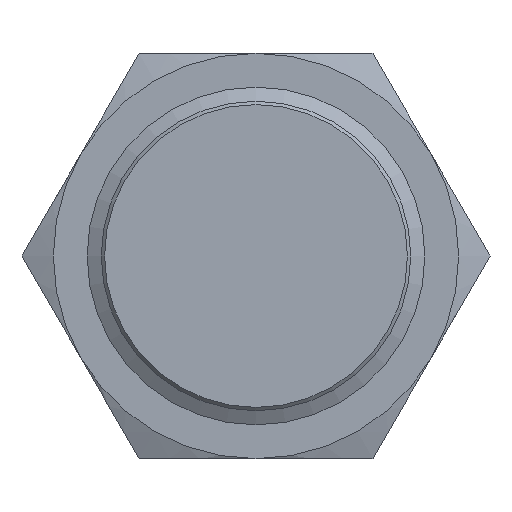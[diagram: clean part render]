
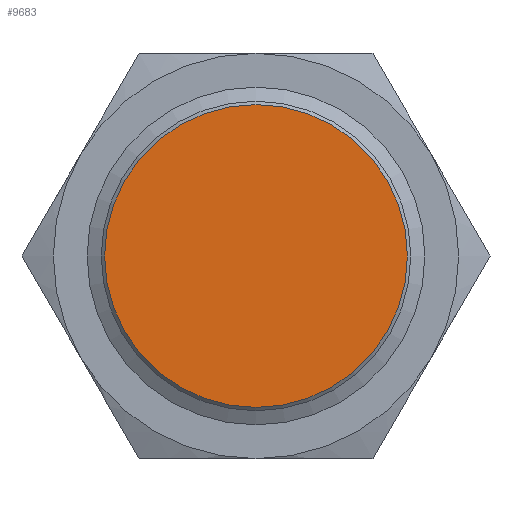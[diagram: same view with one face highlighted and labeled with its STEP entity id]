
A CAD part, left-side view. The second image highlights one B-rep face of the part: STEP entity #9683.
In plain terms, the highlighted planar face has unit normal (-1, 0, 0).
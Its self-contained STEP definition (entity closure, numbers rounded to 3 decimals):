
#9611 = CONICAL_SURFACE('',#9612,13.45,0.785);
#9612 = AXIS2_PLACEMENT_3D('',#9613,#9614,#9615);
#9613 = CARTESIAN_POINT('',(0.,0.,0.));
#9614 = DIRECTION('',(1.,-0.,-0.));
#9615 = DIRECTION('',(-0.,0.,-1.));
#9683 = ADVANCED_FACE('',(#9684),#9697,.F.);
#9684 = FACE_BOUND('',#9685,.T.);
#9685 = EDGE_LOOP('',(#9686));
#9686 = ORIENTED_EDGE('',*,*,#9687,.F.);
#9687 = EDGE_CURVE('',#9688,#9688,#9690,.T.);
#9688 = VERTEX_POINT('',#9689);
#9689 = CARTESIAN_POINT('',(0.,0.,-13.45));
#9690 = SURFACE_CURVE('',#9691,(#9696,#9708),.PCURVE_S1.);
#9691 = CIRCLE('',#9692,13.45);
#9692 = AXIS2_PLACEMENT_3D('',#9693,#9694,#9695);
#9693 = CARTESIAN_POINT('',(0.,0.,0.));
#9694 = DIRECTION('',(1.,0.,-0.));
#9695 = DIRECTION('',(-0.,0.,-1.));
#9696 = PCURVE('',#9697,#9702);
#9697 = PLANE('',#9698);
#9698 = AXIS2_PLACEMENT_3D('',#9699,#9700,#9701);
#9699 = CARTESIAN_POINT('',(0.,0.,0.));
#9700 = DIRECTION('',(1.,0.,-0.));
#9701 = DIRECTION('',(-0.,0.,-1.));
#9702 = DEFINITIONAL_REPRESENTATION('',(#9703),#9707);
#9703 = CIRCLE('',#9704,13.45);
#9704 = AXIS2_PLACEMENT_2D('',#9705,#9706);
#9705 = CARTESIAN_POINT('',(0.,0.));
#9706 = DIRECTION('',(1.,0.));
#9707 = ( GEOMETRIC_REPRESENTATION_CONTEXT(2) 
PARAMETRIC_REPRESENTATION_CONTEXT() REPRESENTATION_CONTEXT('2D SPACE',''
  ) );
#9708 = PCURVE('',#9611,#9709);
#9709 = DEFINITIONAL_REPRESENTATION('',(#9710),#9714);
#9710 = LINE('',#9711,#9712);
#9711 = CARTESIAN_POINT('',(0.,0.));
#9712 = VECTOR('',#9713,1.);
#9713 = DIRECTION('',(1.,0.));
#9714 = ( GEOMETRIC_REPRESENTATION_CONTEXT(2) 
PARAMETRIC_REPRESENTATION_CONTEXT() REPRESENTATION_CONTEXT('2D SPACE',''
  ) );
